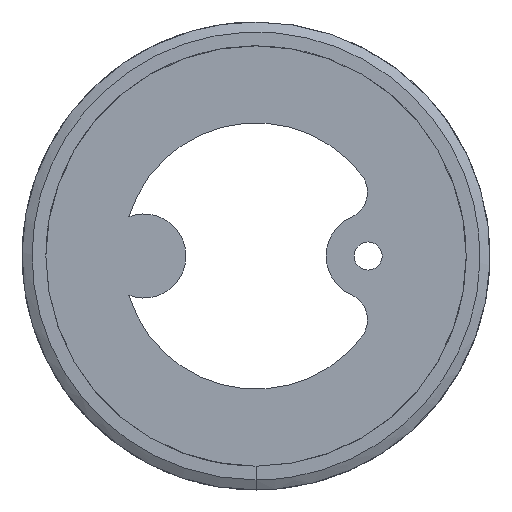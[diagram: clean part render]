
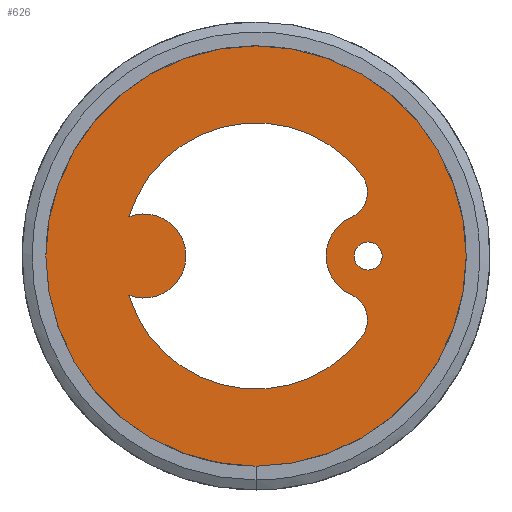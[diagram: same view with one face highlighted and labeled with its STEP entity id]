
A CAD part, left-side view. The second image highlights one B-rep face of the part: STEP entity #626.
In plain terms, the highlighted planar face has unit normal (-1, 0, 0).
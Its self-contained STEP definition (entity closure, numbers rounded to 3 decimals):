
#23=FACE_BOUND('',#114,.T.);
#24=FACE_BOUND('',#115,.T.);
#28=PLANE('',#689);
#30=CIRCLE('',#663,1.);
#32=CIRCLE('',#666,1.5);
#33=CIRCLE('',#668,1.);
#36=CIRCLE('',#672,0.5);
#37=CIRCLE('',#674,1.5);
#40=CIRCLE('',#678,4.75);
#41=CIRCLE('',#680,4.75);
#43=CIRCLE('',#688,7.5);
#77=FACE_OUTER_BOUND('',#113,.T.);
#113=EDGE_LOOP('',(#561));
#114=EDGE_LOOP('',(#562));
#115=EDGE_LOOP('',(#563,#564,#565,#566,#567,#568));
#264=VERTEX_POINT('',#1329);
#265=VERTEX_POINT('',#1331);
#267=VERTEX_POINT('',#1337);
#268=VERTEX_POINT('',#1341);
#271=VERTEX_POINT('',#1349);
#272=VERTEX_POINT('',#1353);
#274=VERTEX_POINT('',#1356);
#289=VERTEX_POINT('',#2844);
#337=EDGE_CURVE('',#264,#265,#30,.T.);
#341=EDGE_CURVE('',#267,#264,#32,.T.);
#342=EDGE_CURVE('',#268,#267,#33,.T.);
#347=EDGE_CURVE('',#271,#271,#36,.T.);
#349=EDGE_CURVE('',#272,#274,#37,.T.);
#353=EDGE_CURVE('',#268,#274,#40,.T.);
#354=EDGE_CURVE('',#272,#265,#41,.T.);
#382=EDGE_CURVE('',#289,#289,#43,.T.);
#561=ORIENTED_EDGE('',*,*,#382,.T.);
#562=ORIENTED_EDGE('',*,*,#347,.T.);
#563=ORIENTED_EDGE('',*,*,#354,.T.);
#564=ORIENTED_EDGE('',*,*,#337,.F.);
#565=ORIENTED_EDGE('',*,*,#341,.F.);
#566=ORIENTED_EDGE('',*,*,#342,.F.);
#567=ORIENTED_EDGE('',*,*,#353,.T.);
#568=ORIENTED_EDGE('',*,*,#349,.F.);
#626=ADVANCED_FACE('',(#77,#23,#24),#28,.F.);
#663=AXIS2_PLACEMENT_3D('',#1332,#741,#742);
#666=AXIS2_PLACEMENT_3D('',#1339,#749,#750);
#668=AXIS2_PLACEMENT_3D('',#1342,#753,#754);
#672=AXIS2_PLACEMENT_3D('',#1351,#763,#764);
#674=AXIS2_PLACEMENT_3D('',#1357,#768,#769);
#678=AXIS2_PLACEMENT_3D('',#1363,#777,#778);
#680=AXIS2_PLACEMENT_3D('',#1365,#781,#782);
#688=AXIS2_PLACEMENT_3D('',#2846,#809,#810);
#689=AXIS2_PLACEMENT_3D('',#2847,#811,#812);
#741=DIRECTION('center_axis',(-1.,0.,0.));
#742=DIRECTION('ref_axis',(0.,-0.97,-0.245));
#749=DIRECTION('center_axis',(1.,0.,0.));
#750=DIRECTION('ref_axis',(0.,0.,-1.));
#753=DIRECTION('center_axis',(-1.,0.,0.));
#754=DIRECTION('ref_axis',(0.,-0.97,0.245));
#763=DIRECTION('center_axis',(1.,0.,0.));
#764=DIRECTION('ref_axis',(0.,1.,0.));
#768=DIRECTION('center_axis',(1.,0.,0.));
#769=DIRECTION('ref_axis',(0.,0.,-1.));
#777=DIRECTION('center_axis',(1.,0.,0.));
#778=DIRECTION('ref_axis',(0.,-1.,0.));
#781=DIRECTION('center_axis',(1.,0.,0.));
#782=DIRECTION('ref_axis',(0.,-1.,0.));
#809=DIRECTION('center_axis',(-1.,0.,0.));
#810=DIRECTION('ref_axis',(0.,-1.,0.));
#811=DIRECTION('center_axis',(1.,0.,0.));
#812=DIRECTION('ref_axis',(0.,0.,-1.));
#1329=CARTESIAN_POINT('',(0.,-3.386,1.369));
#1331=CARTESIAN_POINT('',(0.,-3.77,2.889));
#1332=CARTESIAN_POINT('Origin',(0.,-2.977,2.281));
#1337=CARTESIAN_POINT('',(0.,-3.386,-1.369));
#1339=CARTESIAN_POINT('Origin',(0.,-4.,0.));
#1341=CARTESIAN_POINT('',(0.,-3.77,-2.889));
#1342=CARTESIAN_POINT('Origin',(0.,-2.977,-2.281));
#1349=CARTESIAN_POINT('',(0.,-4.5,0.));
#1351=CARTESIAN_POINT('Origin',(0.,-4.,0.));
#1353=CARTESIAN_POINT('',(0.,4.539,1.4));
#1356=CARTESIAN_POINT('',(0.,4.539,-1.4));
#1357=CARTESIAN_POINT('Origin',(0.,4.,0.));
#1363=CARTESIAN_POINT('Origin',(0.,0.,0.));
#1365=CARTESIAN_POINT('Origin',(0.,0.,0.));
#2844=CARTESIAN_POINT('',(0.,7.5,0.));
#2846=CARTESIAN_POINT('Origin',(0.,0.,0.));
#2847=CARTESIAN_POINT('Origin',(0.,0.,0.));
